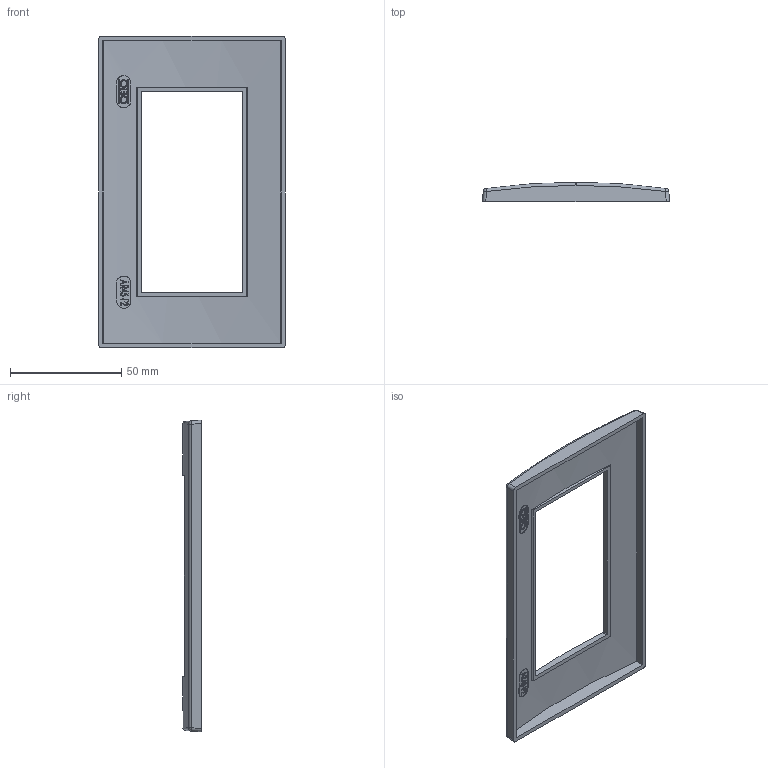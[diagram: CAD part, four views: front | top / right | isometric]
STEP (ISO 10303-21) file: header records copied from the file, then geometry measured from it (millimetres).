
FILE_DESCRIPTION((''),'2;1');
FILE_NAME('6119346','2013-10-09T',('AndreasKeweloh'),(''),'PRO/ENGINEER BY PARAMETRIC TECHNOLOGY CORPORATION, 2012360','PRO/ENGINEER BY PARAMETRIC TECHNOLOGY CORPORATION, 2012360','');
FILE_SCHEMA(('CONFIG_CONTROL_DESIGN'));
Length unit declared in the file: millimetre
Products named in the file (1): 6119346
Bounding box: 84 x 8.5 x 140 mm (x, y, z)
Volume: 18826.3 mm3; surface area: 20624.6 mm2
Topology: 1 solids, 1 shells, 181 faces, 460 edges, 300 vertices
Faces by surface type: plane 121, extrusion 27, cylinder 26, sphere 4, bspline 3
Entity records: 7190 total; most frequent: CARTESIAN_POINT 2954, ORIENTED_EDGE 912, DIRECTION 724, EDGE_CURVE 456, VECTOR 362, LINE 335, VERTEX_POINT 300, EDGE_LOOP 206
